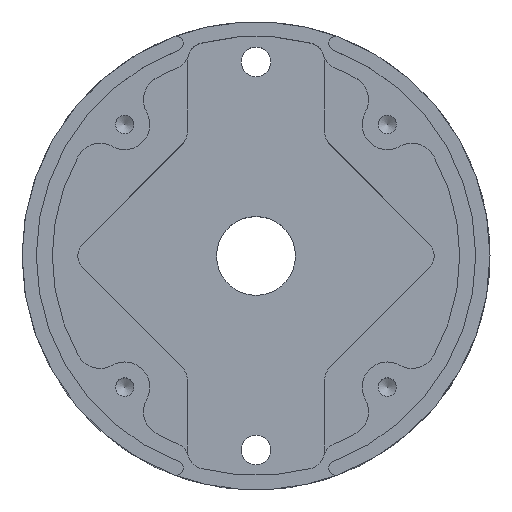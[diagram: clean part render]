
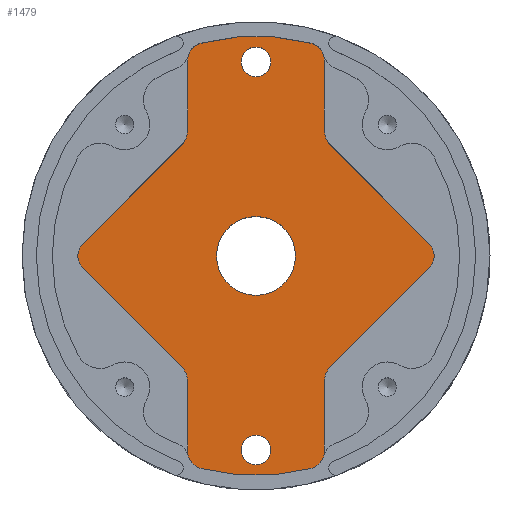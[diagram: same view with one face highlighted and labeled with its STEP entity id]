
A CAD part, top view. The second image highlights one B-rep face of the part: STEP entity #1479.
In plain terms, the highlighted planar face has unit normal (0, 0, 1).
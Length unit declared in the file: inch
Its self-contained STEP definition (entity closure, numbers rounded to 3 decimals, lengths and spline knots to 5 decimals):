
#75=LINE('',#2497,#175);
#80=LINE('',#2510,#180);
#88=LINE('',#2552,#188);
#94=LINE('',#2585,#194);
#98=LINE('',#2599,#198);
#105=LINE('',#2629,#205);
#107=LINE('',#2634,#207);
#109=LINE('',#2638,#209);
#175=VECTOR('',#2003,0.3937);
#180=VECTOR('',#2016,0.3937);
#188=VECTOR('',#2056,0.3937);
#194=VECTOR('',#2092,0.3937);
#198=VECTOR('',#2110,0.3937);
#205=VECTOR('',#2153,0.3937);
#207=VECTOR('',#2159,0.3937);
#209=VECTOR('',#2163,0.3937);
#286=FACE_BOUND('',#442,.T.);
#287=FACE_BOUND('',#443,.T.);
#288=FACE_BOUND('',#444,.T.);
#352=FACE_OUTER_BOUND('',#441,.T.);
#441=EDGE_LOOP('',(#1307,#1308,#1309,#1310,#1311,#1312,#1313,#1314,#1315,
#1316,#1317,#1318,#1319,#1320,#1321,#1322,#1323,#1324,#1325,#1326));
#442=EDGE_LOOP('',(#1327));
#443=EDGE_LOOP('',(#1328));
#444=EDGE_LOOP('',(#1329));
#487=CIRCLE('',#1553,0.05105);
#488=CIRCLE('',#1555,0.05105);
#489=CIRCLE('',#1557,0.136);
#502=CIRCLE('',#1580,0.0625);
#539=CIRCLE('',#1622,0.0625);
#543=CIRCLE('',#1630,0.0625);
#556=CIRCLE('',#1646,0.0625);
#568=CIRCLE('',#1661,0.0625);
#569=CIRCLE('',#1664,0.0625);
#570=CIRCLE('',#1666,0.75787);
#571=CIRCLE('',#1668,0.0625);
#578=CIRCLE('',#1684,0.0625);
#579=CIRCLE('',#1686,0.75787);
#580=CIRCLE('',#1692,0.0625);
#581=CIRCLE('',#1694,0.0625);
#620=VERTEX_POINT('',#2328);
#621=VERTEX_POINT('',#2332);
#622=VERTEX_POINT('',#2336);
#641=VERTEX_POINT('',#2389);
#642=VERTEX_POINT('',#2391);
#678=VERTEX_POINT('',#2475);
#679=VERTEX_POINT('',#2477);
#685=VERTEX_POINT('',#2494);
#686=VERTEX_POINT('',#2496);
#689=VERTEX_POINT('',#2503);
#690=VERTEX_POINT('',#2505);
#705=VERTEX_POINT('',#2542);
#706=VERTEX_POINT('',#2544);
#708=VERTEX_POINT('',#2550);
#718=VERTEX_POINT('',#2577);
#719=VERTEX_POINT('',#2579);
#720=VERTEX_POINT('',#2583);
#721=VERTEX_POINT('',#2587);
#722=VERTEX_POINT('',#2591);
#723=VERTEX_POINT('',#2595);
#728=VERTEX_POINT('',#2623);
#729=VERTEX_POINT('',#2633);
#730=VERTEX_POINT('',#2637);
#783=EDGE_CURVE('',#620,#620,#487,.T.);
#785=EDGE_CURVE('',#621,#621,#488,.T.);
#787=EDGE_CURVE('',#622,#622,#489,.T.);
#811=EDGE_CURVE('',#641,#642,#502,.T.);
#855=EDGE_CURVE('',#678,#679,#539,.T.);
#864=EDGE_CURVE('',#685,#686,#75,.T.);
#868=EDGE_CURVE('',#689,#690,#543,.F.);
#871=EDGE_CURVE('',#642,#689,#80,.T.);
#888=EDGE_CURVE('',#705,#706,#556,.F.);
#892=EDGE_CURVE('',#708,#705,#88,.T.);
#907=EDGE_CURVE('',#718,#719,#568,.F.);
#910=EDGE_CURVE('',#720,#718,#94,.T.);
#911=EDGE_CURVE('',#686,#721,#569,.F.);
#914=EDGE_CURVE('',#722,#641,#570,.T.);
#916=EDGE_CURVE('',#723,#722,#571,.T.);
#917=EDGE_CURVE('',#706,#723,#98,.T.);
#930=EDGE_CURVE('',#728,#685,#578,.T.);
#931=EDGE_CURVE('',#679,#728,#579,.T.);
#932=EDGE_CURVE('',#719,#678,#105,.T.);
#934=EDGE_CURVE('',#721,#729,#107,.T.);
#936=EDGE_CURVE('',#690,#730,#109,.T.);
#938=EDGE_CURVE('',#730,#720,#580,.T.);
#939=EDGE_CURVE('',#729,#708,#581,.T.);
#1307=ORIENTED_EDGE('',*,*,#910,.F.);
#1308=ORIENTED_EDGE('',*,*,#938,.F.);
#1309=ORIENTED_EDGE('',*,*,#936,.F.);
#1310=ORIENTED_EDGE('',*,*,#868,.F.);
#1311=ORIENTED_EDGE('',*,*,#871,.F.);
#1312=ORIENTED_EDGE('',*,*,#811,.F.);
#1313=ORIENTED_EDGE('',*,*,#914,.F.);
#1314=ORIENTED_EDGE('',*,*,#916,.F.);
#1315=ORIENTED_EDGE('',*,*,#917,.F.);
#1316=ORIENTED_EDGE('',*,*,#888,.F.);
#1317=ORIENTED_EDGE('',*,*,#892,.F.);
#1318=ORIENTED_EDGE('',*,*,#939,.F.);
#1319=ORIENTED_EDGE('',*,*,#934,.F.);
#1320=ORIENTED_EDGE('',*,*,#911,.F.);
#1321=ORIENTED_EDGE('',*,*,#864,.F.);
#1322=ORIENTED_EDGE('',*,*,#930,.F.);
#1323=ORIENTED_EDGE('',*,*,#931,.F.);
#1324=ORIENTED_EDGE('',*,*,#855,.F.);
#1325=ORIENTED_EDGE('',*,*,#932,.F.);
#1326=ORIENTED_EDGE('',*,*,#907,.F.);
#1327=ORIENTED_EDGE('',*,*,#783,.T.);
#1328=ORIENTED_EDGE('',*,*,#785,.T.);
#1329=ORIENTED_EDGE('',*,*,#787,.T.);
#1415=PLANE('',#1695);
#1479=ADVANCED_FACE('',(#352,#286,#287,#288),#1415,.T.);
#1553=AXIS2_PLACEMENT_3D('',#2330,#1827,#1828);
#1555=AXIS2_PLACEMENT_3D('',#2334,#1832,#1833);
#1557=AXIS2_PLACEMENT_3D('',#2338,#1837,#1838);
#1580=AXIS2_PLACEMENT_3D('',#2392,#1894,#1895);
#1622=AXIS2_PLACEMENT_3D('',#2478,#1985,#1986);
#1630=AXIS2_PLACEMENT_3D('',#2506,#2010,#2011);
#1646=AXIS2_PLACEMENT_3D('',#2545,#2049,#2050);
#1661=AXIS2_PLACEMENT_3D('',#2580,#2086,#2087);
#1664=AXIS2_PLACEMENT_3D('',#2588,#2095,#2096);
#1666=AXIS2_PLACEMENT_3D('',#2593,#2101,#2102);
#1668=AXIS2_PLACEMENT_3D('',#2597,#2106,#2107);
#1684=AXIS2_PLACEMENT_3D('',#2625,#2145,#2146);
#1686=AXIS2_PLACEMENT_3D('',#2627,#2149,#2150);
#1692=AXIS2_PLACEMENT_3D('',#2641,#2167,#2168);
#1694=AXIS2_PLACEMENT_3D('',#2643,#2171,#2172);
#1695=AXIS2_PLACEMENT_3D('',#2644,#2173,#2174);
#1827=DIRECTION('center_axis',(0.,0.,-1.));
#1828=DIRECTION('ref_axis',(-1.,0.,0.));
#1832=DIRECTION('center_axis',(0.,0.,-1.));
#1833=DIRECTION('ref_axis',(-1.,0.,0.));
#1837=DIRECTION('center_axis',(0.,0.,-1.));
#1838=DIRECTION('ref_axis',(-1.,0.,0.));
#1894=DIRECTION('center_axis',(0.,0.,-1.));
#1895=DIRECTION('ref_axis',(-0.25,-0.968,0.));
#1985=DIRECTION('center_axis',(0.,0.,-1.));
#1986=DIRECTION('ref_axis',(-0.25,0.968,0.));
#2003=DIRECTION('',(0.,-1.,0.));
#2010=DIRECTION('center_axis',(0.,0.,-1.));
#2011=DIRECTION('ref_axis',(0.924,0.383,0.));
#2016=DIRECTION('',(0.,1.,0.));
#2049=DIRECTION('center_axis',(0.,0.,-1.));
#2050=DIRECTION('ref_axis',(-0.924,0.383,0.));
#2056=DIRECTION('',(-0.707,-0.707,0.));
#2086=DIRECTION('center_axis',(0.,0.,-1.));
#2087=DIRECTION('ref_axis',(0.924,-0.383,0.));
#2092=DIRECTION('',(0.707,0.707,0.));
#2095=DIRECTION('center_axis',(0.,0.,-1.));
#2096=DIRECTION('ref_axis',(-0.924,-0.383,0.));
#2101=DIRECTION('center_axis',(0.,0.,-1.));
#2102=DIRECTION('ref_axis',(1.,0.,0.));
#2106=DIRECTION('center_axis',(0.,0.,-1.));
#2107=DIRECTION('ref_axis',(1.,0.,0.));
#2110=DIRECTION('',(0.,-1.,0.));
#2145=DIRECTION('center_axis',(0.,0.,-1.));
#2146=DIRECTION('ref_axis',(1.,0.,0.));
#2149=DIRECTION('center_axis',(0.,0.,-1.));
#2150=DIRECTION('ref_axis',(1.,0.,0.));
#2153=DIRECTION('',(0.,1.,0.));
#2159=DIRECTION('',(0.707,-0.707,0.));
#2163=DIRECTION('',(-0.707,0.707,0.));
#2167=DIRECTION('center_axis',(0.,0.,-1.));
#2168=DIRECTION('ref_axis',(-0.707,0.707,0.));
#2171=DIRECTION('center_axis',(0.,0.,-1.));
#2172=DIRECTION('ref_axis',(0.707,-0.707,0.));
#2173=DIRECTION('center_axis',(0.,0.,1.));
#2174=DIRECTION('ref_axis',(1.,0.,0.));
#2328=CARTESIAN_POINT('',(0.05105,0.66929,-0.33858));
#2330=CARTESIAN_POINT('Origin',(0.,0.66929,-0.33858));
#2332=CARTESIAN_POINT('',(0.05105,-0.66929,-0.33858));
#2334=CARTESIAN_POINT('Origin',(0.,-0.66929,-0.33858));
#2336=CARTESIAN_POINT('',(0.136,0.,-0.33858));
#2338=CARTESIAN_POINT('Origin',(0.,0.,-0.33858));
#2389=CARTESIAN_POINT('',(-0.18933,-0.73384,-0.33858));
#2391=CARTESIAN_POINT('',(-0.23622,-0.67332,-0.33858));
#2392=CARTESIAN_POINT('Origin',(-0.17372,-0.67332,-0.33858));
#2475=CARTESIAN_POINT('',(-0.23622,0.67332,-0.33858));
#2477=CARTESIAN_POINT('',(-0.18933,0.73384,-0.33858));
#2478=CARTESIAN_POINT('Origin',(-0.17372,0.67332,-0.33858));
#2494=CARTESIAN_POINT('',(0.23622,0.67332,-0.33858));
#2496=CARTESIAN_POINT('',(0.23622,0.42996,-0.33858));
#2497=CARTESIAN_POINT('',(0.23622,0.62715,-0.33858));
#2503=CARTESIAN_POINT('',(-0.23622,-0.42996,-0.33858));
#2505=CARTESIAN_POINT('',(-0.25453,-0.38577,-0.33858));
#2506=CARTESIAN_POINT('Origin',(-0.29872,-0.42996,-0.33858));
#2510=CARTESIAN_POINT('',(-0.23622,-0.62715,-0.33858));
#2542=CARTESIAN_POINT('',(0.25453,-0.38577,-0.33858));
#2544=CARTESIAN_POINT('',(0.23622,-0.42996,-0.33858));
#2545=CARTESIAN_POINT('Origin',(0.29872,-0.42996,-0.33858));
#2550=CARTESIAN_POINT('',(0.5961,-0.04419,-0.33858));
#2552=CARTESIAN_POINT('',(0.64029,0.,-0.33858));
#2577=CARTESIAN_POINT('',(-0.25453,0.38577,-0.33858));
#2579=CARTESIAN_POINT('',(-0.23622,0.42996,-0.33858));
#2580=CARTESIAN_POINT('Origin',(-0.29872,0.42996,-0.33858));
#2583=CARTESIAN_POINT('',(-0.5961,0.04419,-0.33858));
#2585=CARTESIAN_POINT('',(-0.64029,0.,-0.33858));
#2587=CARTESIAN_POINT('',(0.25453,0.38577,-0.33858));
#2588=CARTESIAN_POINT('Origin',(0.29872,0.42996,-0.33858));
#2591=CARTESIAN_POINT('',(0.18933,-0.73384,-0.33858));
#2593=CARTESIAN_POINT('Origin',(0.,0.,-0.33858));
#2595=CARTESIAN_POINT('',(0.23622,-0.67332,-0.33858));
#2597=CARTESIAN_POINT('Origin',(0.17372,-0.67332,-0.33858));
#2599=CARTESIAN_POINT('',(0.23622,-0.49252,-0.33858));
#2623=CARTESIAN_POINT('',(0.18933,0.73384,-0.33858));
#2625=CARTESIAN_POINT('Origin',(0.17372,0.67332,-0.33858));
#2627=CARTESIAN_POINT('Origin',(0.,0.,-0.33858));
#2629=CARTESIAN_POINT('',(-0.23622,0.49252,-0.33858));
#2633=CARTESIAN_POINT('',(0.5961,0.04419,-0.33858));
#2634=CARTESIAN_POINT('',(0.,0.64029,-0.33858));
#2637=CARTESIAN_POINT('',(-0.5961,-0.04419,-0.33858));
#2638=CARTESIAN_POINT('',(0.,-0.64029,-0.33858));
#2641=CARTESIAN_POINT('Origin',(-0.55191,0.,
-0.33858));
#2643=CARTESIAN_POINT('Origin',(0.55191,0.,
-0.33858));
#2644=CARTESIAN_POINT('Origin',(0.,0.,-0.33858));
